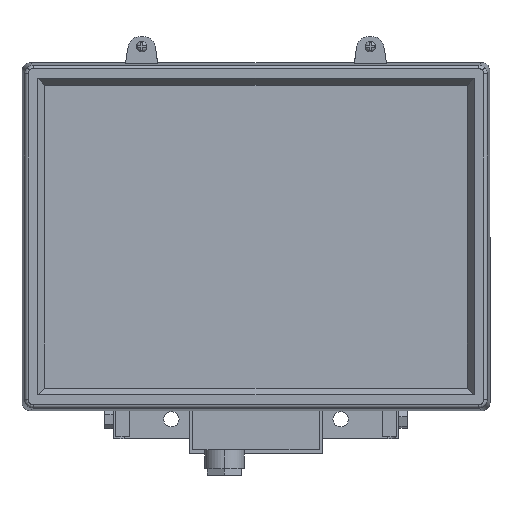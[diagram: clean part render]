
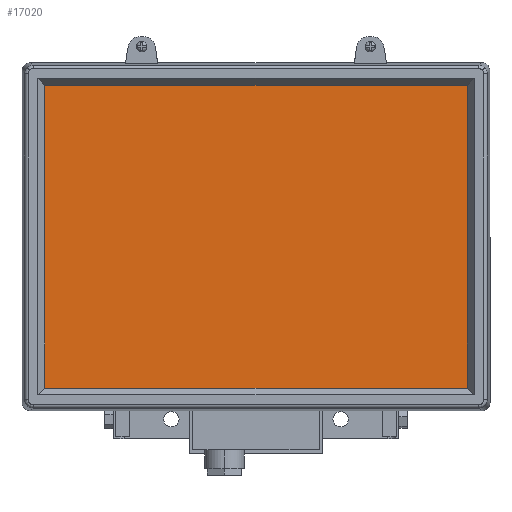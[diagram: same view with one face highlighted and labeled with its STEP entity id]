
A CAD part, top view. The second image highlights one B-rep face of the part: STEP entity #17020.
In plain terms, the highlighted planar face has unit normal (0, 0, 1).
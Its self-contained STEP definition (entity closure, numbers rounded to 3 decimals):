
#264 = EDGE_LOOP ( 'NONE', ( #25249, #17304, #12221, #16976 ) ) ;
#372 = VERTEX_POINT ( 'NONE', #21730 ) ;
#978 = LINE ( 'NONE', #4725, #19987 ) ;
#1206 = VECTOR ( 'NONE', #7887, 1000. ) ;
#1525 = VERTEX_POINT ( 'NONE', #19768 ) ;
#1546 = DIRECTION ( 'NONE',  ( 0., -1., 0. ) ) ;
#2155 = DIRECTION ( 'NONE',  ( -1., 0., 0. ) ) ;
#4725 = CARTESIAN_POINT ( 'NONE',  ( -130.501, -95.32, 11. ) ) ;
#5463 = CARTESIAN_POINT ( 'NONE',  ( 130.501, -95.32, 11. ) ) ;
#6423 = EDGE_CURVE ( 'NONE', #1525, #372, #22692, .T. ) ;
#6606 = PLANE ( 'NONE',  #26054 ) ;
#6857 = EDGE_CURVE ( 'NONE', #7321, #15375, #978, .T. ) ;
#7321 = VERTEX_POINT ( 'NONE', #23573 ) ;
#7869 = VECTOR ( 'NONE', #1546, 1000. ) ;
#7887 = DIRECTION ( 'NONE',  ( 0., 1., 0. ) ) ;
#8926 = CARTESIAN_POINT ( 'NONE',  ( 130.501, -95.32, 11. ) ) ;
#11273 = VECTOR ( 'NONE', #22459, 1000. ) ;
#12221 = ORIENTED_EDGE ( 'NONE', *, *, #21934, .T. ) ;
#12844 = DIRECTION ( 'NONE',  ( 0., 0., -1. ) ) ;
#15375 = VERTEX_POINT ( 'NONE', #8926 ) ;
#16976 = ORIENTED_EDGE ( 'NONE', *, *, #6857, .T. ) ;
#17020 = ADVANCED_FACE ( 'NONE', ( #23099 ), #6606, .F. ) ;
#17210 = LINE ( 'NONE', #5463, #1206 ) ;
#17304 = ORIENTED_EDGE ( 'NONE', *, *, #6423, .T. ) ;
#18937 = LINE ( 'NONE', #20652, #7869 ) ;
#19768 = CARTESIAN_POINT ( 'NONE',  ( 130.501, 95.32, 11. ) ) ;
#19987 = VECTOR ( 'NONE', #25992, 1000. ) ;
#20652 = CARTESIAN_POINT ( 'NONE',  ( -130.501, -95.32, 11. ) ) ;
#21730 = CARTESIAN_POINT ( 'NONE',  ( -130.501, 95.32, 11. ) ) ;
#21934 = EDGE_CURVE ( 'NONE', #372, #7321, #18937, .T. ) ;
#22459 = DIRECTION ( 'NONE',  ( -1., 0., 0. ) ) ;
#22692 = LINE ( 'NONE', #27078, #11273 ) ;
#23099 = FACE_OUTER_BOUND ( 'NONE', #264, .T. ) ;
#23463 = CARTESIAN_POINT ( 'NONE',  ( 0., 0., 11. ) ) ;
#23573 = CARTESIAN_POINT ( 'NONE',  ( -130.501, -95.32, 11. ) ) ;
#23862 = EDGE_CURVE ( 'NONE', #15375, #1525, #17210, .T. ) ;
#25249 = ORIENTED_EDGE ( 'NONE', *, *, #23862, .T. ) ;
#25992 = DIRECTION ( 'NONE',  ( 1., 0., 0. ) ) ;
#26054 = AXIS2_PLACEMENT_3D ( 'NONE', #23463, #12844, #2155 ) ;
#27078 = CARTESIAN_POINT ( 'NONE',  ( -130.501, 95.32, 11. ) ) ;
